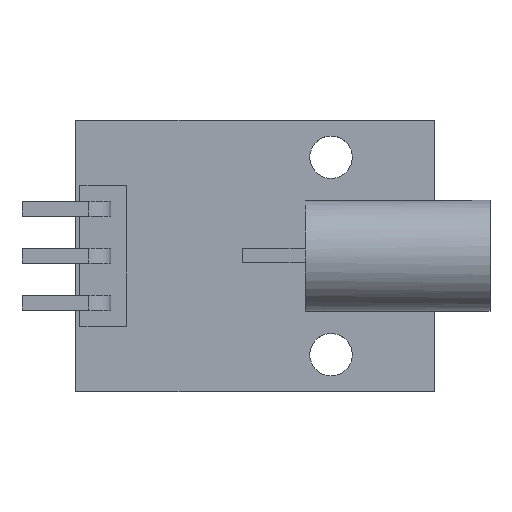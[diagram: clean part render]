
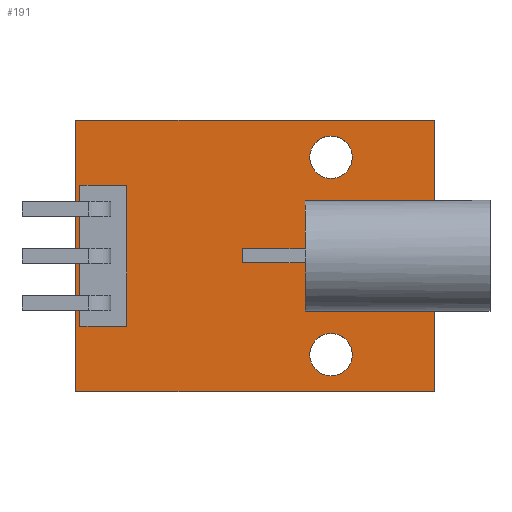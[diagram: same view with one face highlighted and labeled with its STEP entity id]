
A CAD part, top view. The second image highlights one B-rep face of the part: STEP entity #191.
In plain terms, the highlighted planar face has unit normal (0, 0, 1).
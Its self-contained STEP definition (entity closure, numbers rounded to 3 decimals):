
#191=ADVANCED_FACE('',(#336,#337,#338),#339,.T.);
#336=FACE_BOUND('',#476,.T.);
#337=FACE_BOUND('',#477,.T.);
#338=FACE_OUTER_BOUND('',#478,.T.);
#339=PLANE('',#479);
#476=EDGE_LOOP('',(#633));
#477=EDGE_LOOP('',(#634));
#478=EDGE_LOOP('',(#635,#636,#637,#638));
#479=AXIS2_PLACEMENT_3D('',#639,#640,#641);
#633=ORIENTED_EDGE('',*,*,#894,.F.);
#634=ORIENTED_EDGE('',*,*,#897,.T.);
#635=ORIENTED_EDGE('',*,*,#902,.T.);
#636=ORIENTED_EDGE('',*,*,#907,.T.);
#637=ORIENTED_EDGE('',*,*,#911,.T.);
#638=ORIENTED_EDGE('',*,*,#914,.T.);
#639=CARTESIAN_POINT('',(-25.0,4.764,1.0));
#640=DIRECTION('',(0.0,0.0,1.0));
#641=DIRECTION('',(1.0,0.0,0.0));
#894=EDGE_CURVE('',#1012,#1012,#1013,.T.);
#897=EDGE_CURVE('',#1017,#1017,#1018,.T.);
#902=EDGE_CURVE('',#1027,#1025,#1028,.T.);
#907=EDGE_CURVE('',#1025,#1033,#1035,.T.);
#911=EDGE_CURVE('',#1033,#1039,#1041,.T.);
#914=EDGE_CURVE('',#1039,#1027,#1044,.T.);
#1012=VERTEX_POINT('',#1183);
#1013=CIRCLE('',#1184,1.15);
#1017=VERTEX_POINT('',#1188);
#1018=CIRCLE('',#1189,1.15);
#1025=VERTEX_POINT('',#1197);
#1027=VERTEX_POINT('',#1200);
#1028=LINE('',#1201,#1202);
#1033=VERTEX_POINT('',#1209);
#1035=LINE('',#1212,#1213);
#1039=VERTEX_POINT('',#1218);
#1041=LINE('',#1221,#1222);
#1044=LINE('',#1226,#1227);
#1183=CARTESIAN_POINT('',(-10.04,17.444,1.));
#1184=AXIS2_PLACEMENT_3D('',#1415,#1416,#1417);
#1188=CARTESIAN_POINT('',(-10.04,6.764,1.));
#1189=AXIS2_PLACEMENT_3D('',#1421,#1422,#1423);
#1197=CARTESIAN_POINT('',(-25.0,4.764,1.0));
#1200=CARTESIAN_POINT('',(-25.0,19.444,1.0));
#1201=CARTESIAN_POINT('',(-25.0,19.444,1.0));
#1202=VECTOR('',#1429,1.0);
#1209=CARTESIAN_POINT('',(-5.59,4.764,1.0));
#1212=CARTESIAN_POINT('',(-25.0,4.764,1.0));
#1213=VECTOR('',#1433,1.0);
#1218=CARTESIAN_POINT('',(-5.59,19.444,1.0));
#1221=CARTESIAN_POINT('',(-5.59,4.764,1.0));
#1222=VECTOR('',#1436,1.0);
#1226=CARTESIAN_POINT('',(-5.59,19.444,1.0));
#1227=VECTOR('',#1438,1.0);
#1415=CARTESIAN_POINT('',(-11.19,17.444,1.));
#1416=DIRECTION('',(0.0,0.0,1.0));
#1417=DIRECTION('',(1.0,0.0,0.0));
#1421=CARTESIAN_POINT('',(-11.19,6.764,1.));
#1422=DIRECTION('',(0.0,0.0,-1.0));
#1423=DIRECTION('',(1.0,0.0,0.0));
#1429=DIRECTION('',(0.0,-1.0,0.0));
#1433=DIRECTION('',(1.0,0.0,0.0));
#1436=DIRECTION('',(0.0,1.0,0.0));
#1438=DIRECTION('',(-1.0,0.0,0.0));
